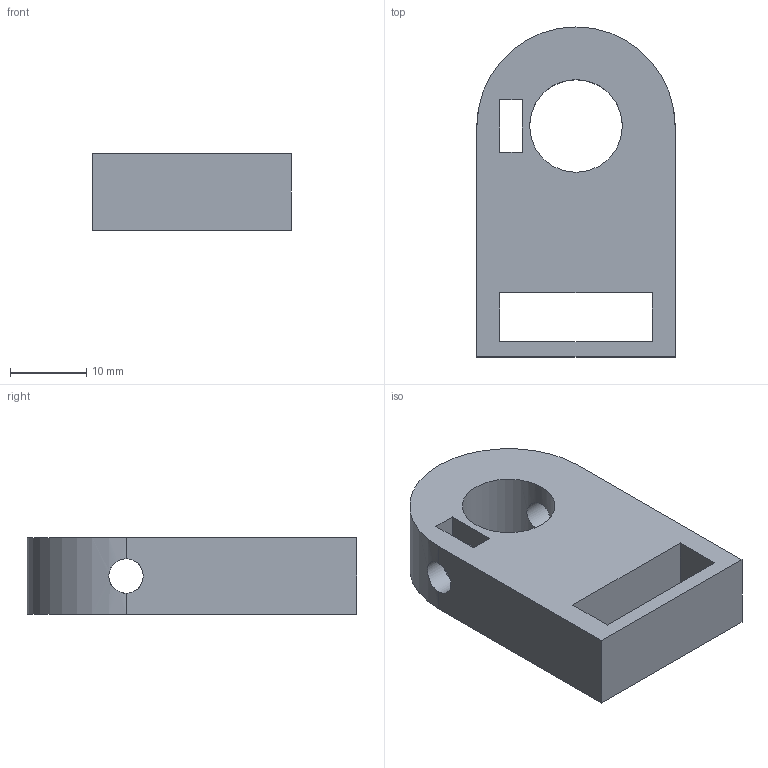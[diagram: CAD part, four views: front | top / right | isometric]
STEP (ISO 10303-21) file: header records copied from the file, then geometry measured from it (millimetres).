
FILE_DESCRIPTION(('FreeCAD Model'),'2;1');
FILE_NAME('Z-endstop-mount.step', '2014-11-12T21:43:47',('FreeCAD'),('FreeCAD'), 'Open CASCADE STEP processor 6.6','FreeCAD','Unknown');
FILE_SCHEMA(('AUTOMOTIVE_DESIGN_CC2 { 1 2 10303 214 -1 1 5 4 }'));
Length unit declared in the file: millimetre
Products named in the file (1): Open CASCADE STEP translator 6.6 57
Bounding box: 25.9 x 43.15 x 10 mm (x, y, z)
Volume: 7651.2 mm3; surface area: 4000.4 mm2
Topology: 1 solids, 1 shells, 18 faces, 61 edges, 42 vertices
Faces by surface type: plane 13, cylinder 5
Full cylindrical faces by diameter (mm): 4.5 x3, 12.1 x1
Entity records: 2811 total; most frequent: CARTESIAN_POINT 1642, DIRECTION 194, LINE 133, VECTOR 133, ORIENTED_EDGE 122, PCURVE 122, DEFINITIONAL_REPRESENTATION 122, EDGE_CURVE 61
